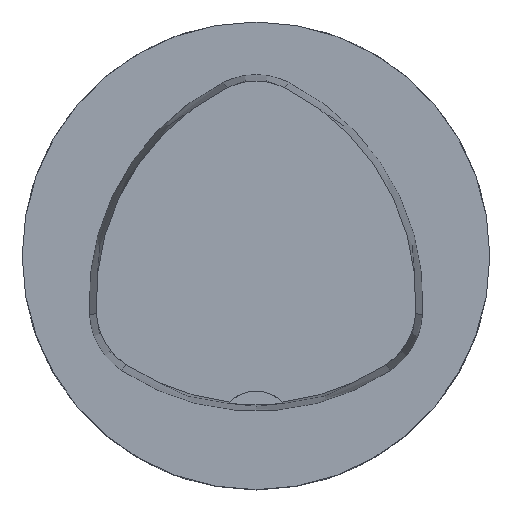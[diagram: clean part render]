
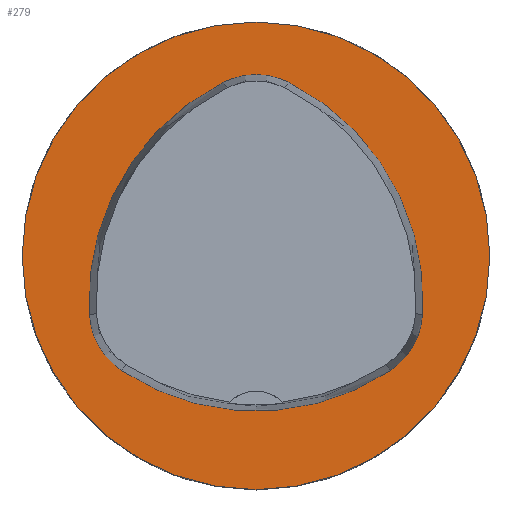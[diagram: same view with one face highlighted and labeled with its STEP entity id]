
A CAD part, top view. The second image highlights one B-rep face of the part: STEP entity #279.
In plain terms, the highlighted planar face has unit normal (0, 0, 1).
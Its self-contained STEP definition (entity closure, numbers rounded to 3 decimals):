
#279=ADVANCED_FACE('',(#361,#362),#329,.T.);
#329=PLANE('',#873);
#361=FACE_BOUND('',#394,.T.);
#362=FACE_BOUND('',#395,.T.);
#394=EDGE_LOOP('',(#462));
#395=EDGE_LOOP('',(#463,#464,#465,#466,#467,#468));
#462=ORIENTED_EDGE('',*,*,#733,.F.);
#463=ORIENTED_EDGE('',*,*,#734,.T.);
#464=ORIENTED_EDGE('',*,*,#735,.T.);
#465=ORIENTED_EDGE('',*,*,#736,.T.);
#466=ORIENTED_EDGE('',*,*,#737,.T.);
#467=ORIENTED_EDGE('',*,*,#738,.T.);
#468=ORIENTED_EDGE('',*,*,#739,.T.);
#662=VERTEX_POINT('',#1190);
#663=VERTEX_POINT('',#1192);
#664=VERTEX_POINT('',#1193);
#665=VERTEX_POINT('',#1195);
#666=VERTEX_POINT('',#1197);
#667=VERTEX_POINT('',#1199);
#668=VERTEX_POINT('',#1201);
#733=EDGE_CURVE('',#662,#662,#833,.T.);
#734=EDGE_CURVE('',#663,#664,#834,.T.);
#735=EDGE_CURVE('',#664,#665,#835,.T.);
#736=EDGE_CURVE('',#665,#666,#836,.T.);
#737=EDGE_CURVE('',#666,#667,#837,.T.);
#738=EDGE_CURVE('',#667,#668,#838,.T.);
#739=EDGE_CURVE('',#668,#663,#839,.T.);
#833=CIRCLE('',#866,50.0);
#834=CIRCLE('',#867,15.5);
#835=CIRCLE('',#868,52.0);
#836=CIRCLE('',#869,15.5);
#837=CIRCLE('',#870,52.0);
#838=CIRCLE('',#871,15.5);
#839=CIRCLE('',#872,52.0);
#866=AXIS2_PLACEMENT_3D('',#1189,#958,#959);
#867=AXIS2_PLACEMENT_3D('',#1191,#960,#961);
#868=AXIS2_PLACEMENT_3D('',#1194,#962,#963);
#869=AXIS2_PLACEMENT_3D('',#1196,#964,#965);
#870=AXIS2_PLACEMENT_3D('',#1198,#966,#967);
#871=AXIS2_PLACEMENT_3D('',#1200,#968,#969);
#872=AXIS2_PLACEMENT_3D('',#1202,#970,#971);
#873=AXIS2_PLACEMENT_3D('',#1203,#972,#973);
#958=DIRECTION('',(0.0,0.0,-1.0));
#959=DIRECTION('',(-1.0,0.0,0.0));
#960=DIRECTION('',(0.0,0.0,-1.0));
#961=DIRECTION('',(-0.5,0.866,0.0));
#962=DIRECTION('',(0.0,0.0,-1.0));
#963=DIRECTION('',(-0.5,0.866,0.0));
#964=DIRECTION('',(0.0,0.0,-1.0));
#965=DIRECTION('',(-0.5,0.866,0.0));
#966=DIRECTION('',(0.0,0.0,-1.0));
#967=DIRECTION('',(-0.5,0.866,0.0));
#968=DIRECTION('',(0.0,0.0,-1.0));
#969=DIRECTION('',(-0.5,0.866,0.0));
#970=DIRECTION('',(0.0,0.0,-1.0));
#971=DIRECTION('',(-0.5,0.866,0.0));
#972=DIRECTION('',(0.0,0.0,1.0));
#973=DIRECTION('',(-1.0,0.0,0.0));
#1189=CARTESIAN_POINT('',(0.0,0.0,0.0));
#1190=CARTESIAN_POINT('',(-50.0,0.0,0.0));
#1191=CARTESIAN_POINT('',(20.135,-11.625,0.));
#1192=CARTESIAN_POINT('',(35.607,-12.566,0.));
#1193=CARTESIAN_POINT('',(28.686,-24.553,0.0));
#1194=CARTESIAN_POINT('',(0.,18.819,0.));
#1195=CARTESIAN_POINT('',(-28.686,-24.553,0.));
#1196=CARTESIAN_POINT('',(-20.135,-11.625,0.));
#1197=CARTESIAN_POINT('',(-35.607,-12.566,0.));
#1198=CARTESIAN_POINT('',(16.298,-9.409,0.));
#1199=CARTESIAN_POINT('',(-6.921,37.119,0.));
#1200=CARTESIAN_POINT('',(0.,23.25,0.));
#1201=CARTESIAN_POINT('',(6.921,37.119,0.));
#1202=CARTESIAN_POINT('',(-16.298,-9.409,0.));
#1203=CARTESIAN_POINT('',(0.0,0.0,0.0));
